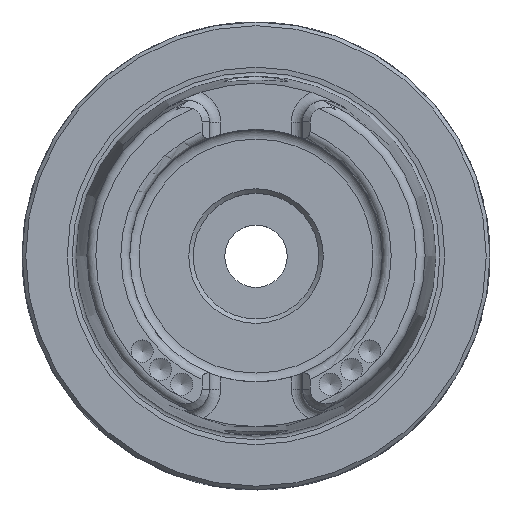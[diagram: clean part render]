
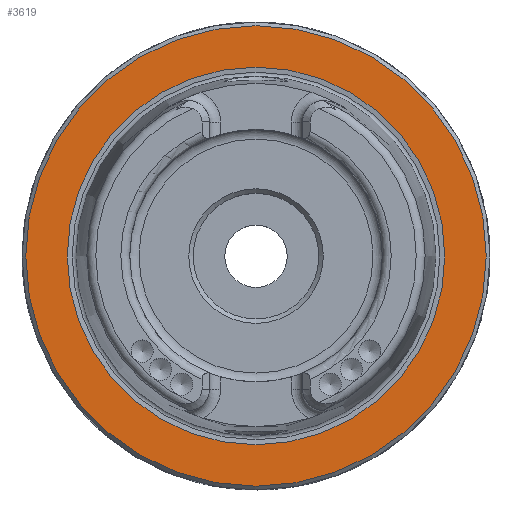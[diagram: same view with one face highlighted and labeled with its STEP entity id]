
A CAD part, top view. The second image highlights one B-rep face of the part: STEP entity #3619.
In plain terms, the highlighted planar face has unit normal (0, 0, 1).
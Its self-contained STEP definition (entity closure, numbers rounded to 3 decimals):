
#392=PLANE('',#3900);
#790=ORIENTED_EDGE('',*,*,#1249,.T.);
#791=ORIENTED_EDGE('',*,*,#1246,.F.);
#1246=EDGE_CURVE('',#1532,#1532,#1731,.T.);
#1249=EDGE_CURVE('',#1535,#1535,#1734,.T.);
#1532=VERTEX_POINT('',#5451);
#1535=VERTEX_POINT('',#5460);
#1731=CIRCLE('',#3895,25.418);
#1734=CIRCLE('',#3901,31.);
#1961=EDGE_LOOP('',(#790));
#1962=EDGE_LOOP('',(#791));
#2222=FACE_BOUND('',#1961,.T.);
#2223=FACE_BOUND('',#1962,.T.);
#3619=ADVANCED_FACE('',(#2222,#2223),#392,.T.);
#3895=AXIS2_PLACEMENT_3D('',#5450,#4465,#4466);
#3900=AXIS2_PLACEMENT_3D('',#5458,#4475,#4476);
#3901=AXIS2_PLACEMENT_3D('',#5459,#4477,#4478);
#4465=DIRECTION('',(0.,0.,1.));
#4466=DIRECTION('',(1.,0.,0.));
#4475=DIRECTION('',(0.,0.,1.));
#4476=DIRECTION('',(1.,0.,0.));
#4477=DIRECTION('',(0.,0.,1.));
#4478=DIRECTION('',(1.,0.,0.));
#5450=CARTESIAN_POINT('',(0.,0.,0.));
#5451=CARTESIAN_POINT('',(25.418,0.,0.));
#5458=CARTESIAN_POINT('',(31.,0.,0.));
#5459=CARTESIAN_POINT('',(0.,0.,0.));
#5460=CARTESIAN_POINT('',(31.,0.,0.));
